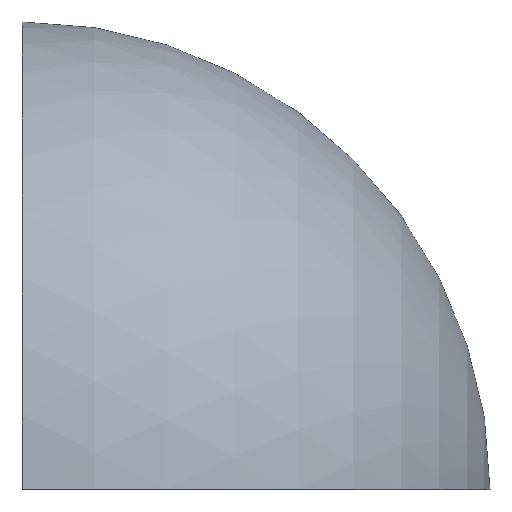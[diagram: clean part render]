
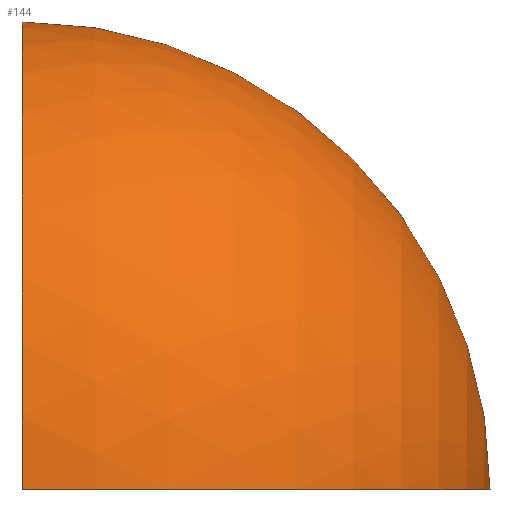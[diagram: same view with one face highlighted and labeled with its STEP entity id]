
A CAD part, top view. The second image highlights one B-rep face of the part: STEP entity #144.
In plain terms, the highlighted spherical face has radius 41.275 mm.
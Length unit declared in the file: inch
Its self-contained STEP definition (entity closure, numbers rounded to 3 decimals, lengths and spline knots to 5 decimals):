
#2 = EDGE_CURVE ( 'NONE', #123, #46, #100, .T. ) ;
#3 = FACE_OUTER_BOUND ( 'NONE', #161, .T. ) ;
#13 = DIRECTION ( 'NONE',  ( 1., 0., 0. ) ) ;
#40 = VERTEX_POINT ( 'NONE', #203 ) ;
#46 = VERTEX_POINT ( 'NONE', #105 ) ;
#47 = ORIENTED_EDGE ( 'NONE', *, *, #138, .T. ) ;
#48 = AXIS2_PLACEMENT_3D ( 'NONE', #122, #84, #114 ) ;
#54 = DIRECTION ( 'NONE',  ( 0., 0., 1. ) ) ;
#55 = CARTESIAN_POINT ( 'NONE',  ( 0., -1.625, 1.625 ) ) ;
#56 = DIRECTION ( 'NONE',  ( 0., 0., -1. ) ) ;
#70 = AXIS2_PLACEMENT_3D ( 'NONE', #171, #54, #154 ) ;
#72 = ORIENTED_EDGE ( 'NONE', *, *, #2, .F. ) ;
#78 = CIRCLE ( 'NONE', #70, 1.625 ) ;
#84 = DIRECTION ( 'NONE',  ( 0., 1., 0. ) ) ;
#86 = SPHERICAL_SURFACE ( 'NONE', #93, 1.625 ) ;
#93 = AXIS2_PLACEMENT_3D ( 'NONE', #119, #13, #101 ) ;
#100 = CIRCLE ( 'NONE', #177, 1.625 ) ;
#101 = DIRECTION ( 'NONE',  ( 0., 0., 1. ) ) ;
#105 = CARTESIAN_POINT ( 'NONE',  ( 0., 0., 0. ) ) ;
#114 = DIRECTION ( 'NONE',  ( 0., 0., 1. ) ) ;
#115 = ORIENTED_EDGE ( 'NONE', *, *, #127, .T. ) ;
#119 = CARTESIAN_POINT ( 'NONE',  ( 0., -1.625, 0. ) ) ;
#122 = CARTESIAN_POINT ( 'NONE',  ( 0., -1.625, 0. ) ) ;
#123 = VERTEX_POINT ( 'NONE', #55 ) ;
#127 = EDGE_CURVE ( 'NONE', #123, #40, #200, .T. ) ;
#138 = EDGE_CURVE ( 'NONE', #40, #46, #78, .T. ) ;
#144 = ADVANCED_FACE ( 'NONE', ( #3 ), #86, .T. ) ;
#154 = DIRECTION ( 'NONE',  ( -1., 0., 0. ) ) ;
#161 = EDGE_LOOP ( 'NONE', ( #115, #47, #72 ) ) ;
#171 = CARTESIAN_POINT ( 'NONE',  ( 0., -1.625, 0. ) ) ;
#177 = AXIS2_PLACEMENT_3D ( 'NONE', #208, #183, #56 ) ;
#183 = DIRECTION ( 'NONE',  ( -1., 0., 0. ) ) ;
#200 = CIRCLE ( 'NONE', #48, 1.625 ) ;
#203 = CARTESIAN_POINT ( 'NONE',  ( 1.625, -1.625, 0. ) ) ;
#208 = CARTESIAN_POINT ( 'NONE',  ( 0., -1.625, 0. ) ) ;
